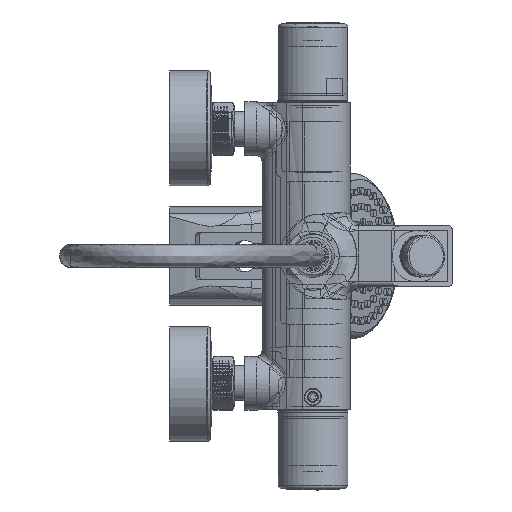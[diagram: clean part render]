
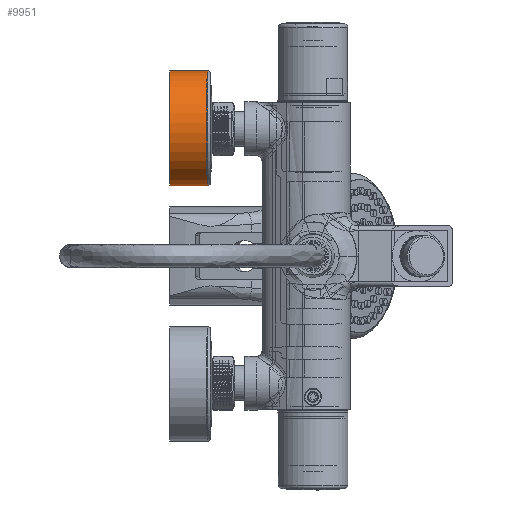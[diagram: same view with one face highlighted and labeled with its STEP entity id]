
A CAD part, front view. The second image highlights one B-rep face of the part: STEP entity #9951.
In plain terms, the highlighted cylindrical face has radius 33.75 mm (diameter 67.5 mm), a full revolution.
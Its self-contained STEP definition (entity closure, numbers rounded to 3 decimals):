
#289 = CARTESIAN_POINT ( 'NONE',  ( -83.928, -22.087, 98.805 ) ) ;
#2002 = EDGE_CURVE ( 'NONE', #22135, #22135, #44632, .T. ) ;
#3051 = DIRECTION ( 'NONE',  ( 0., -0.706, 0.708 ) ) ;
#4364 = DIRECTION ( 'NONE',  ( 0., -0.706, 0.708 ) ) ;
#5034 = CARTESIAN_POINT ( 'NONE',  ( -83.928, 1.748, 74.91 ) ) ;
#9951 = ADVANCED_FACE ( 'NONE', ( #41143, #47145 ), #33318, .T. ) ;
#10571 = CARTESIAN_POINT ( 'NONE',  ( -61.547, -22.087, 98.805 ) ) ;
#12012 = ORIENTED_EDGE ( 'NONE', *, *, #2002, .F. ) ;
#12321 = ORIENTED_EDGE ( 'NONE', *, *, #14092, .T. ) ;
#14092 = EDGE_CURVE ( 'NONE', #49403, #49403, #29449, .T. ) ;
#17049 = AXIS2_PLACEMENT_3D ( 'NONE', #5034, #38922, #4364 ) ;
#18832 = CARTESIAN_POINT ( 'NONE',  ( -56.448, 1.748, 74.91 ) ) ;
#22135 = VERTEX_POINT ( 'NONE', #10571 ) ;
#22190 = DIRECTION ( 'NONE',  ( 1., 0., 0. ) ) ;
#22247 = AXIS2_PLACEMENT_3D ( 'NONE', #18832, #22190, #3051 ) ;
#24507 = EDGE_LOOP ( 'NONE', ( #12321 ) ) ;
#25340 = DIRECTION ( 'NONE',  ( 1., 0., 0. ) ) ;
#28881 = CARTESIAN_POINT ( 'NONE',  ( -61.547, 1.748, 74.91 ) ) ;
#29449 = CIRCLE ( 'NONE', #17049, 33.75 ) ;
#33318 = CYLINDRICAL_SURFACE ( 'NONE', #22247, 33.75 ) ;
#36570 = DIRECTION ( 'NONE',  ( 0., -0.706, 0.708 ) ) ;
#38730 = AXIS2_PLACEMENT_3D ( 'NONE', #28881, #25340, #36570 ) ;
#38922 = DIRECTION ( 'NONE',  ( 1., 0., 0. ) ) ;
#41143 = FACE_OUTER_BOUND ( 'NONE', #24507, .T. ) ;
#43663 = EDGE_LOOP ( 'NONE', ( #12012 ) ) ;
#44632 = CIRCLE ( 'NONE', #38730, 33.75 ) ;
#47145 = FACE_OUTER_BOUND ( 'NONE', #43663, .T. ) ;
#49403 = VERTEX_POINT ( 'NONE', #289 ) ;
